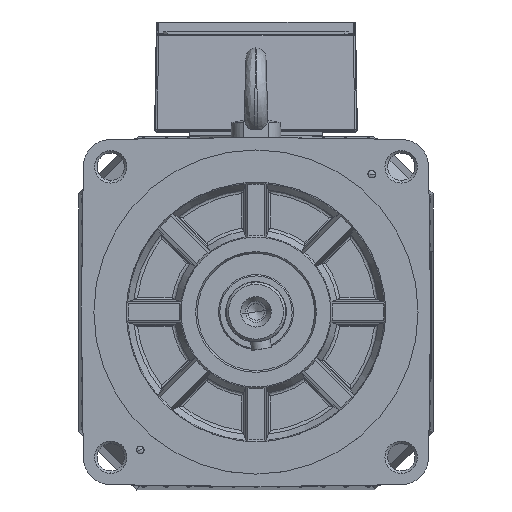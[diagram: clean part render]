
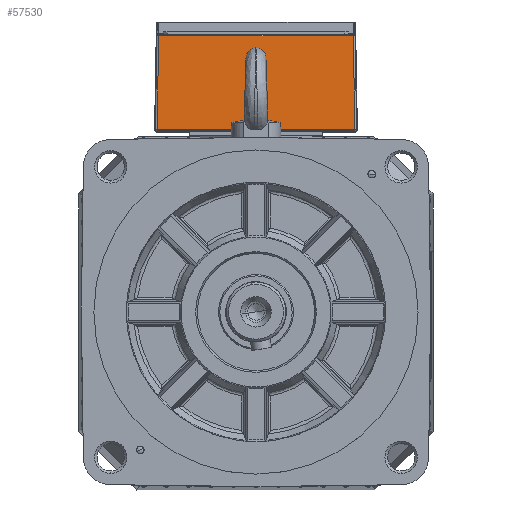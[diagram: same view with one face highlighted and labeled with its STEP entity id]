
A CAD part, top view. The second image highlights one B-rep face of the part: STEP entity #57530.
In plain terms, the highlighted planar face has unit normal (0, 0.018, 1).
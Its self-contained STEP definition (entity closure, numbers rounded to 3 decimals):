
#2020=CARTESIAN_POINT('',(39.009,110.991,35.509));
#2021=VERTEX_POINT('',#2020);
#2037=CARTESIAN_POINT('',(39.663,73.517,36.163));
#2038=VERTEX_POINT('',#2037);
#2039=CARTESIAN_POINT('',(39.009,110.991,35.509));
#2040=DIRECTION('',(0.017,-1.,0.017));
#2041=VECTOR('',#2040,37.485);
#2042=LINE('',#2039,#2041);
#2043=EDGE_CURVE('',#2021,#2038,#2042,.T.);
#56610=CARTESIAN_POINT('',(-39.009,110.991,35.509));
#56611=VERTEX_POINT('',#56610);
#56617=CARTESIAN_POINT('',(-39.009,110.991,35.509));
#56618=CARTESIAN_POINT('',(-38.87,110.991,35.509));
#56619=CARTESIAN_POINT('',(-38.738,110.991,35.509));
#56620=CARTESIAN_POINT('',(-38.398,110.991,35.509));
#56621=CARTESIAN_POINT('',(-38.194,110.991,35.509));
#56622=CARTESIAN_POINT('',(-37.583,110.991,35.509));
#56623=CARTESIAN_POINT('',(-37.177,110.991,35.509));
#56624=CARTESIAN_POINT('',(-35.957,110.991,35.509));
#56625=CARTESIAN_POINT('',(-35.136,110.991,35.509));
#56626=CARTESIAN_POINT('',(-32.66,110.991,35.509));
#56627=CARTESIAN_POINT('',(-31.014,110.991,35.509));
#56628=CARTESIAN_POINT('',(-26.096,110.991,35.509));
#56629=CARTESIAN_POINT('',(-22.816,110.991,35.509));
#56630=CARTESIAN_POINT('',(-16.252,110.991,35.509));
#56631=CARTESIAN_POINT('',(-12.971,110.991,35.509));
#56632=CARTESIAN_POINT('',(-6.409,110.991,35.509));
#56633=CARTESIAN_POINT('',(-3.127,110.991,35.509));
#56634=CARTESIAN_POINT('',(3.435,110.991,35.509));
#56635=CARTESIAN_POINT('',(6.716,110.991,35.509));
#56636=CARTESIAN_POINT('',(13.279,110.991,35.509));
#56637=CARTESIAN_POINT('',(16.559,110.991,35.509));
#56638=CARTESIAN_POINT('',(23.098,110.991,35.509));
#56639=CARTESIAN_POINT('',(26.352,110.991,35.509));
#56640=CARTESIAN_POINT('',(31.232,110.991,35.509));
#56641=CARTESIAN_POINT('',(32.867,110.991,35.509));
#56642=CARTESIAN_POINT('',(35.323,110.991,35.509));
#56643=CARTESIAN_POINT('',(36.136,110.991,35.509));
#56644=CARTESIAN_POINT('',(37.346,110.991,35.509));
#56645=CARTESIAN_POINT('',(37.748,110.991,35.509));
#56646=CARTESIAN_POINT('',(38.355,110.991,35.509));
#56647=CARTESIAN_POINT('',(38.558,110.991,35.509));
#56648=CARTESIAN_POINT('',(38.844,110.991,35.509));
#56649=CARTESIAN_POINT('',(38.926,110.991,35.509));
#56650=CARTESIAN_POINT('',(39.009,110.991,35.509));
#56651=B_SPLINE_CURVE_WITH_KNOTS('',3,(#56617,#56618,#56619,#56620,#56621,#56622,#56623,#56624,#56625,#56626,#56627,#56628,#56629,#56630,#56631,#56632,#56633,#56634,#56635,#56636,#56637,#56638,#56639,#56640,#56641,#56642,#56643,#56644,#56645,#56646,#56647,#56648,#56649,#56650),.UNSPECIFIED.,.F.,.U.,(4,2,2,2,2,2,2,2,2,2,2,2,2,2,2,2,4),(23.312,23.353,23.414,23.537,23.783,24.275,25.26,26.244,27.229,28.213,29.197,30.174,30.662,30.906,31.029,31.09,31.114),.UNSPECIFIED.);
#56652=EDGE_CURVE('',#56611,#2021,#56651,.T.);
#57409=CARTESIAN_POINT('',(-39.663,73.517,36.163));
#57410=VERTEX_POINT('',#57409);
#57411=CARTESIAN_POINT('',(39.663,73.517,36.163));
#57412=DIRECTION('',(-1.0,0.0,0.0));
#57413=VECTOR('',#57412,79.326);
#57414=LINE('',#57411,#57413);
#57415=EDGE_CURVE('',#2038,#57410,#57414,.T.);
#57509=CARTESIAN_POINT('',(-39.663,73.517,36.163));
#57510=DIRECTION('',(0.017,1.,-0.017));
#57511=VECTOR('',#57510,37.485);
#57512=LINE('',#57509,#57511);
#57513=EDGE_CURVE('',#57410,#56611,#57512,.T.);
#57519=CARTESIAN_POINT('',(-40.,111.5,35.5));
#57520=DIRECTION('',(0.,0.017,1.));
#57521=DIRECTION('',(-1.0,0.0,0.0));
#57522=AXIS2_PLACEMENT_3D('',#57519,#57520,#57521);
#57523=PLANE('',#57522);
#57524=ORIENTED_EDGE('',*,*,#56652,.F.);
#57525=ORIENTED_EDGE('',*,*,#57513,.F.);
#57526=ORIENTED_EDGE('',*,*,#57415,.F.);
#57527=ORIENTED_EDGE('',*,*,#2043,.F.);
#57528=EDGE_LOOP('',(#57524,#57525,#57526,#57527));
#57529=FACE_OUTER_BOUND('',#57528,.T.);
#57530=ADVANCED_FACE('',(#57529),#57523,.T.);
